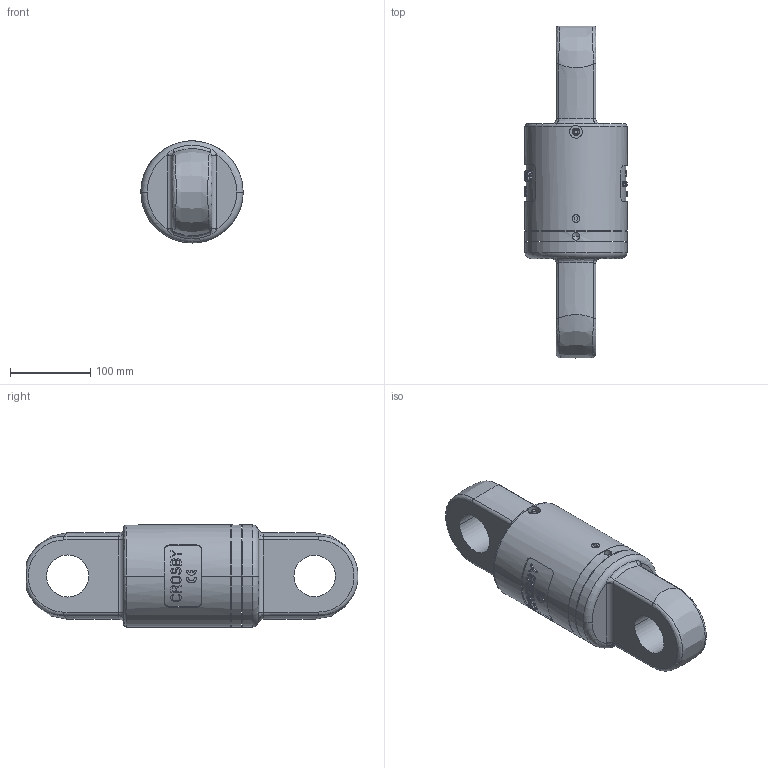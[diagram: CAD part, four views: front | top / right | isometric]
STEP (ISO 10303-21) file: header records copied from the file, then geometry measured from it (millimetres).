
FILE_DESCRIPTION((''),'2;1');
FILE_NAME('CROSBY_SWIVEL_15-S-5_297850','2008-08-06T',('adoughty'),('The Crosby Group, Inc.'),'PRO/ENGINEER BY PARAMETRIC TECHNOLOGY CORPORATION, 2005070','PRO/ENGINEER BY PARAMETRIC TECHNOLOGY CORPORATION, 2005070','');
FILE_SCHEMA(('CONFIG_CONTROL_DESIGN'));
Length unit declared in the file: inch
Products named in the file (1): CROSBY_SWIVEL_15-S-5_297850
Bounding box: 127 x 413 x 127.06 mm (x, y, z)
Volume: 3040497.7 mm3; surface area: 187256.7 mm2
Topology: 1 solids, 1 shells, 654 faces, 1801 edges, 1185 vertices
Faces by surface type: plane 529, cylinder 76, bspline 21, torus 18, cone 6, extrusion 4
Entity records: 23959 total; most frequent: CARTESIAN_POINT 8447, ORIENTED_EDGE 3598, DIRECTION 2678, EDGE_CURVE 1799, VERTEX_POINT 1185, AXIS2_PLACEMENT_3D 959, VECTOR 760, LINE 756
